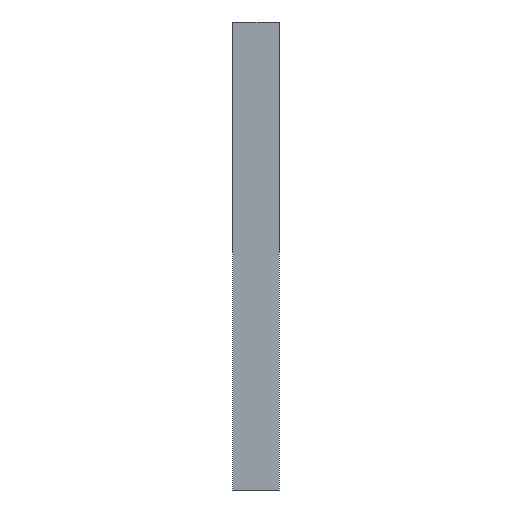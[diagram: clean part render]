
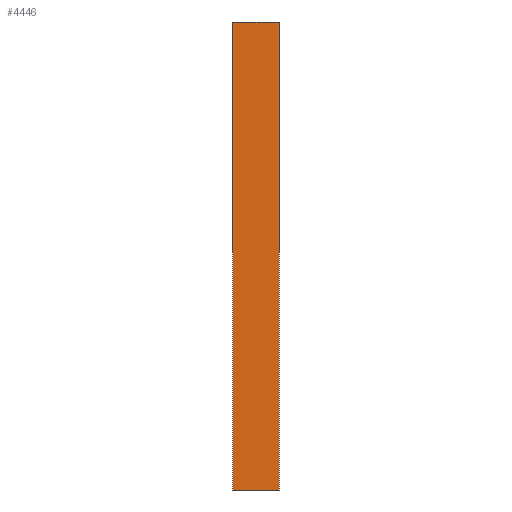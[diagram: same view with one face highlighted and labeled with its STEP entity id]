
A CAD part, left-side view. The second image highlights one B-rep face of the part: STEP entity #4446.
In plain terms, the highlighted planar face has unit normal (-1, 0, 0).
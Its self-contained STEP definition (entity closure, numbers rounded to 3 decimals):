
#257=PLANE('',#4727);
#494=FACE_OUTER_BOUND('',#773,.T.);
#773=EDGE_LOOP('',(#4128,#4129,#4130,#4131));
#993=LINE('',#6278,#1572);
#1241=LINE('',#6823,#1820);
#1306=LINE('',#6964,#1885);
#1359=LINE('',#7080,#1938);
#1572=VECTOR('',#5103,10.);
#1820=VECTOR('',#5553,10.);
#1885=VECTOR('',#5678,10.);
#1938=VECTOR('',#5805,10.);
#2119=VERTEX_POINT('',#6275);
#2120=VERTEX_POINT('',#6277);
#2316=VERTEX_POINT('',#6821);
#2362=VERTEX_POINT('',#6962);
#2590=EDGE_CURVE('',#2119,#2120,#993,.T.);
#2851=EDGE_CURVE('',#2119,#2316,#1241,.T.);
#2925=EDGE_CURVE('',#2316,#2362,#1306,.T.);
#2983=EDGE_CURVE('',#2362,#2120,#1359,.T.);
#4128=ORIENTED_EDGE('',*,*,#2925,.T.);
#4129=ORIENTED_EDGE('',*,*,#2983,.T.);
#4130=ORIENTED_EDGE('',*,*,#2590,.F.);
#4131=ORIENTED_EDGE('',*,*,#2851,.T.);
#4446=ADVANCED_FACE('',(#494),#257,.T.);
#4727=AXIS2_PLACEMENT_3D('',#7081,#5806,#5807);
#5103=DIRECTION('',(0.,0.,1.));
#5553=DIRECTION('',(0.,-1.,0.));
#5678=DIRECTION('',(0.,0.,1.));
#5805=DIRECTION('',(0.,1.,0.));
#5806=DIRECTION('center_axis',(-1.,0.,0.));
#5807=DIRECTION('ref_axis',(0.,0.,1.));
#6275=CARTESIAN_POINT('',(0.,18.,-180.));
#6277=CARTESIAN_POINT('',(0.,18.,0.));
#6278=CARTESIAN_POINT('',(0.,18.,-180.));
#6821=CARTESIAN_POINT('',(0.,0.,-180.));
#6823=CARTESIAN_POINT('',(0.,18.,-180.));
#6962=CARTESIAN_POINT('',(0.,0.,0.));
#6964=CARTESIAN_POINT('',(0.,0.,-120.));
#7080=CARTESIAN_POINT('',(0.,0.,0.));
#7081=CARTESIAN_POINT('Origin',(0.,0.,-100.));
